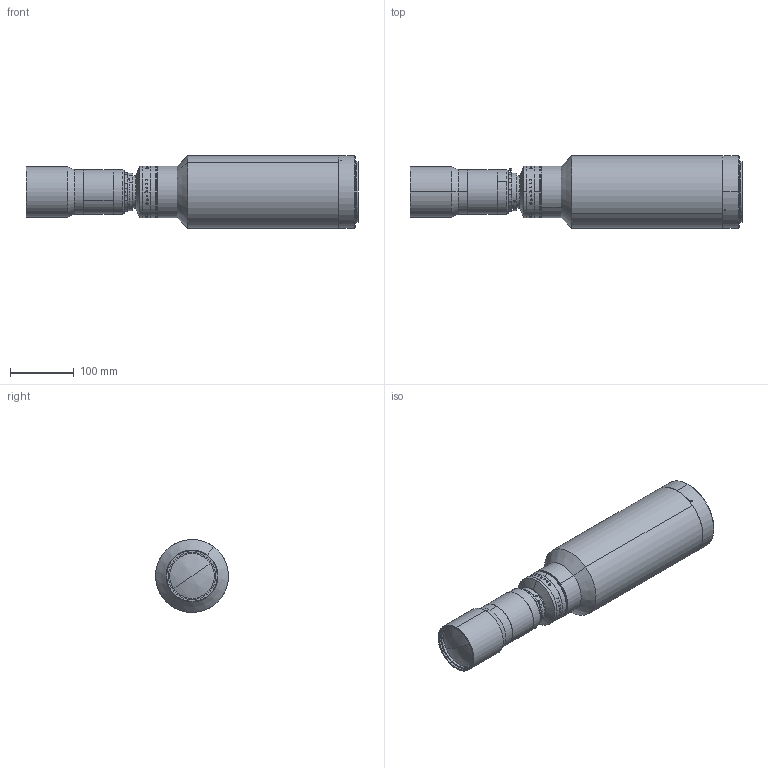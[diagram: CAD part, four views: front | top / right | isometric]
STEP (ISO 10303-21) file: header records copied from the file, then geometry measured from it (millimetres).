
FILE_DESCRIPTION (( 'STEP AP203' ), '1' );
FILE_NAME ('XF-PTL05582-M95-12-VI.STEP', '2019-06-13T06:18:32', ( 'canrill005' ), ( '' ), 'SwSTEP 2.0', 'SolidWorks 2014', '' );
FILE_SCHEMA (( 'CONFIG_CONTROL_DESIGN' ));
Length unit declared in the file: millimetre
Products named in the file (2): XF-PTL05582-M95-12-VI
Bounding box: 519.39 x 114 x 114 mm (x, y, z)
Surface area: 212048.9 mm2 (no closed solid volume)
Topology: 0 solids, 78 shells, 231 faces, 1743 edges, 1567 vertices
Faces by surface type: cylinder 158, plane 37, cone 32, sphere 2, bspline 2
Entity records: 28909 total; most frequent: CARTESIAN_POINT 16921, DIRECTION 2221, ORIENTED_EDGE 2061, EDGE_CURVE 1743, VERTEX_POINT 1567, AXIS2_PLACEMENT_3D 864, CIRCLE 633, B_SPLINE_CURVE_WITH_KNOTS 617
